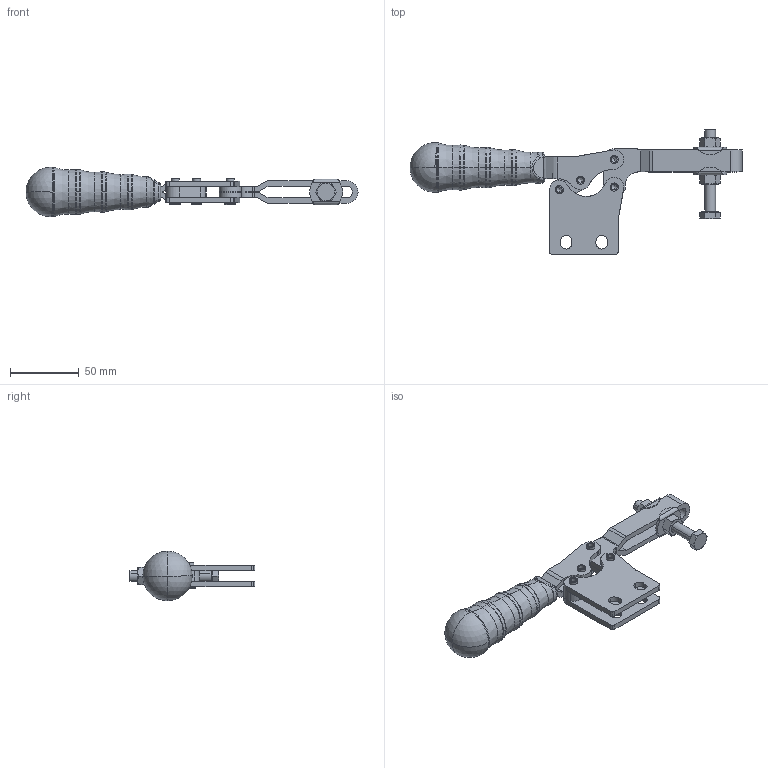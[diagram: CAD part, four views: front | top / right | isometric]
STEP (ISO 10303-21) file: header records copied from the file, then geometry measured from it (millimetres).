
FILE_DESCRIPTION((''),'2;1');
FILE_NAME('124.1.stp','2005-09-27T15:46:40',('Kysilko'),(''),'Autodesk Inventor 8','Autodesk Inventor 8','');
FILE_SCHEMA(('AUTOMOTIVE_DESIGN { 1 0 10303 214 1 1 1 1 }'));
Length unit declared in the file: millimetre
Products named in the file (1): Part21
Bounding box: 241.6 x 91.53 x 36 mm (x, y, z)
Volume: 114278.4 mm3; surface area: 44257.1 mm2
Topology: 1 solids, 2 shells, 1094 faces, 3564 edges, 2130 vertices
Faces by surface type: plane 396, cone 364, cylinder 202, bspline 110, sphere 14, torus 8
Entity records: 43733 total; most frequent: CARTESIAN_POINT 13345, ORIENTED_EDGE 7100, DIRECTION 6271, EDGE_CURVE 3550, AXIS2_PLACEMENT_3D 2410, VERTEX_POINT 2130, VECTOR 1451, LINE 1451
